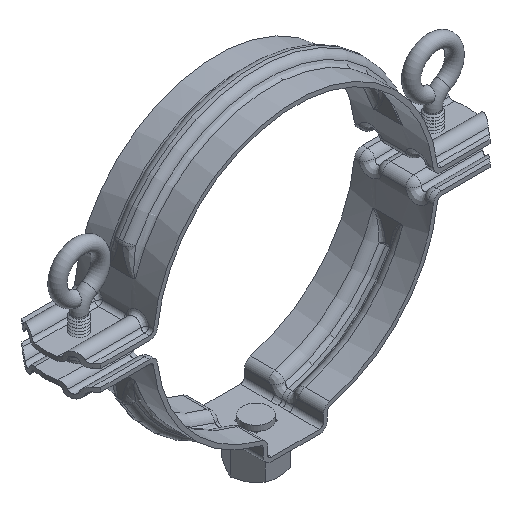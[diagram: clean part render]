
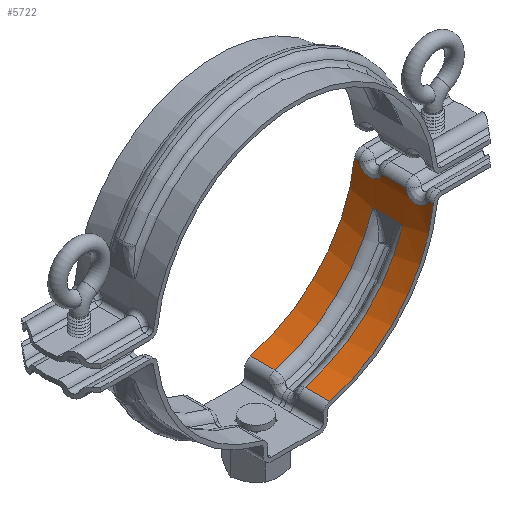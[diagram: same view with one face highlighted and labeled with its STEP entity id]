
A CAD part, isometric view. The second image highlights one B-rep face of the part: STEP entity #5722.
In plain terms, the highlighted cylindrical face has radius 510 mm (diameter 1020 mm), a partial arc.
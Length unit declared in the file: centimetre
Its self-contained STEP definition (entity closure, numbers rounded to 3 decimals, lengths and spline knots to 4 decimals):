
#136=B_SPLINE_CURVE_WITH_KNOTS('',3,(#10740,#10741,#10742,#10743,#10744,
#10745,#10746,#10747,#10748,#10749),.UNSPECIFIED.,.F.,.F.,(4,2,2,2,4),(0.,
0.0093,0.0527,0.0912,0.0916),
 .UNSPECIFIED.);
#138=B_SPLINE_CURVE_WITH_KNOTS('',3,(#10846,#10847,#10848,#10849,#10850,
#10851,#10852,#10853),.UNSPECIFIED.,.F.,.F.,(4,2,2,4),(-0.0004,
0.,0.0422,0.0915),.UNSPECIFIED.);
#140=B_SPLINE_CURVE_WITH_KNOTS('',3,(#10926,#10927,#10928,#10929,#10930,
#10931,#10932,#10933,#10934,#10935),.UNSPECIFIED.,.F.,.F.,(4,1,1,1,1,1,
1,4),(0.,0.1588,0.3176,0.4764,
0.6352,0.794,0.9528,1.1116),
 .UNSPECIFIED.);
#141=B_SPLINE_CURVE_WITH_KNOTS('',3,(#10939,#10940,#10941,#10942,#10943,
#10944,#10945,#10946,#10947,#10948),.UNSPECIFIED.,.F.,.F.,(4,1,1,1,1,1,
1,4),(0.,0.1588,0.3176,0.4764,0.6352,
0.794,0.9528,1.1116),.UNSPECIFIED.);
#387=CYLINDRICAL_SURFACE('',#7072,51.);
#781=FACE_OUTER_BOUND('',#1235,.T.);
#1235=EDGE_LOOP('',(#4163,#4164,#4165,#4166,#4167,#4168,#4169,#4170,#4171,
#4172,#4173,#4174,#4175,#4176));
#1676=CIRCLE('',#7057,51.);
#1691=CIRCLE('',#7073,51.);
#1692=CIRCLE('',#7074,51.);
#1693=CIRCLE('',#7075,51.);
#2126=VERTEX_POINT('',#10295);
#2128=VERTEX_POINT('',#10307);
#2144=VERTEX_POINT('',#10739);
#2147=VERTEX_POINT('',#10845);
#2149=VERTEX_POINT('',#10869);
#2150=VERTEX_POINT('',#10871);
#2174=VERTEX_POINT('',#10921);
#2175=VERTEX_POINT('',#10923);
#2176=VERTEX_POINT('',#10925);
#2177=VERTEX_POINT('',#10936);
#2178=VERTEX_POINT('',#10938);
#2179=VERTEX_POINT('',#10949);
#2180=VERTEX_POINT('',#10951);
#2181=VERTEX_POINT('',#10953);
#2820=EDGE_CURVE('',#2126,#2128,#6183,.T.);
#2844=EDGE_CURVE('',#2128,#2144,#136,.T.);
#2850=EDGE_CURVE('',#2147,#2126,#138,.T.);
#2854=EDGE_CURVE('',#2149,#2150,#1676,.T.);
#2879=EDGE_CURVE('',#2150,#2174,#6202,.T.);
#2880=EDGE_CURVE('',#2175,#2149,#6203,.T.);
#2881=EDGE_CURVE('',#2176,#2175,#140,.T.);
#2882=EDGE_CURVE('',#2177,#2176,#6204,.T.);
#2883=EDGE_CURVE('',#2178,#2177,#141,.T.);
#2884=EDGE_CURVE('',#2179,#2178,#6205,.T.);
#2885=EDGE_CURVE('',#2179,#2180,#1691,.T.);
#2886=EDGE_CURVE('',#2181,#2180,#6206,.T.);
#2887=EDGE_CURVE('',#2144,#2181,#1692,.T.);
#2888=EDGE_CURVE('',#2147,#2174,#1693,.T.);
#4163=ORIENTED_EDGE('',*,*,#2879,.F.);
#4164=ORIENTED_EDGE('',*,*,#2854,.F.);
#4165=ORIENTED_EDGE('',*,*,#2880,.F.);
#4166=ORIENTED_EDGE('',*,*,#2881,.F.);
#4167=ORIENTED_EDGE('',*,*,#2882,.F.);
#4168=ORIENTED_EDGE('',*,*,#2883,.F.);
#4169=ORIENTED_EDGE('',*,*,#2884,.F.);
#4170=ORIENTED_EDGE('',*,*,#2885,.T.);
#4171=ORIENTED_EDGE('',*,*,#2886,.F.);
#4172=ORIENTED_EDGE('',*,*,#2887,.F.);
#4173=ORIENTED_EDGE('',*,*,#2844,.F.);
#4174=ORIENTED_EDGE('',*,*,#2820,.F.);
#4175=ORIENTED_EDGE('',*,*,#2850,.F.);
#4176=ORIENTED_EDGE('',*,*,#2888,.T.);
#5722=ADVANCED_FACE('',(#781),#387,.F.);
#6183=LINE('',#10308,#6539);
#6202=LINE('',#10922,#6558);
#6203=LINE('',#10924,#6559);
#6204=LINE('',#10937,#6560);
#6205=LINE('',#10950,#6561);
#6206=LINE('',#10954,#6562);
#6539=VECTOR('',#8266,10.);
#6558=VECTOR('',#8365,10.);
#6559=VECTOR('',#8366,10.);
#6560=VECTOR('',#8367,10.);
#6561=VECTOR('',#8368,10.);
#6562=VECTOR('',#8371,10.);
#7057=AXIS2_PLACEMENT_3D('',#10872,#8323,#8324);
#7072=AXIS2_PLACEMENT_3D('',#10920,#8363,#8364);
#7073=AXIS2_PLACEMENT_3D('',#10952,#8369,#8370);
#7074=AXIS2_PLACEMENT_3D('',#10955,#8372,#8373);
#7075=AXIS2_PLACEMENT_3D('',#10956,#8374,#8375);
#8266=DIRECTION('',(0.,1.,0.));
#8323=DIRECTION('center_axis',(0.,1.,0.));
#8324=DIRECTION('ref_axis',(0.978,0.,-0.208));
#8363=DIRECTION('center_axis',(0.,1.,0.));
#8364=DIRECTION('ref_axis',(-1.,0.,0.));
#8365=DIRECTION('',(0.,1.,0.));
#8366=DIRECTION('',(0.,-1.,0.));
#8367=DIRECTION('',(0.,-1.,0.));
#8368=DIRECTION('',(0.,-1.,0.));
#8369=DIRECTION('center_axis',(0.,1.,0.));
#8370=DIRECTION('ref_axis',(0.978,0.,-0.208));
#8371=DIRECTION('',(0.,1.,0.));
#8372=DIRECTION('center_axis',(0.,1.,0.));
#8373=DIRECTION('ref_axis',(0.978,0.,-0.208));
#8374=DIRECTION('center_axis',(0.,1.,0.));
#8375=DIRECTION('ref_axis',(0.978,0.,-0.208));
#10295=CARTESIAN_POINT('',(48.5,-4.6529,-15.7718));
#10307=CARTESIAN_POINT('',(48.5,4.6529,-15.7718));
#10308=CARTESIAN_POINT('',(48.5,0.,-15.7718));
#10739=CARTESIAN_POINT('',(48.4242,5.5197,-16.0029));
#10740=CARTESIAN_POINT('Ctrl Pts',(48.5,4.6529,-15.7718));
#10741=CARTESIAN_POINT('Ctrl Pts',(48.5,4.684,-15.7718));
#10742=CARTESIAN_POINT('Ctrl Pts',(48.4998,4.7151,-15.7725));
#10743=CARTESIAN_POINT('Ctrl Pts',(48.4971,4.8906,-15.7806));
#10744=CARTESIAN_POINT('Ctrl Pts',(48.4898,5.0339,-15.8031));
#10745=CARTESIAN_POINT('Ctrl Pts',(48.4641,5.2937,-15.882));
#10746=CARTESIAN_POINT('Ctrl Pts',(48.4472,5.4091,-15.9335));
#10747=CARTESIAN_POINT('Ctrl Pts',(48.4247,5.5175,-16.0015));
#10748=CARTESIAN_POINT('Ctrl Pts',(48.4245,5.5186,-16.0022));
#10749=CARTESIAN_POINT('Ctrl Pts',(48.4242,5.5197,-16.0029));
#10845=CARTESIAN_POINT('',(48.4242,-5.5197,-16.0029));
#10846=CARTESIAN_POINT('Ctrl Pts',(48.4242,-5.5197,-16.0029));
#10847=CARTESIAN_POINT('Ctrl Pts',(48.4245,-5.5186,-16.0022));
#10848=CARTESIAN_POINT('Ctrl Pts',(48.4247,-5.5175,-16.0015));
#10849=CARTESIAN_POINT('Ctrl Pts',(48.4492,-5.399,-15.9272));
#10850=CARTESIAN_POINT('Ctrl Pts',(48.4671,-5.2721,-15.8725));
#10851=CARTESIAN_POINT('Ctrl Pts',(48.4937,-4.9805,-15.7912));
#10852=CARTESIAN_POINT('Ctrl Pts',(48.5,-4.8168,-15.7718));
#10853=CARTESIAN_POINT('Ctrl Pts',(48.5,-4.6529,-15.7718));
#10869=CARTESIAN_POINT('',(50.6842,-14.5,-5.6667));
#10871=CARTESIAN_POINT('',(12.5139,-14.5,-49.4409));
#10872=CARTESIAN_POINT('Origin',(0.,-14.5,0.));
#10920=CARTESIAN_POINT('Origin',(0.,0.,0.));
#10921=CARTESIAN_POINT('',(12.5139,-5.5197,-49.4409));
#10922=CARTESIAN_POINT('',(12.5139,0.,-49.4409));
#10923=CARTESIAN_POINT('',(50.6842,-12.7426,-5.6667));
#10924=CARTESIAN_POINT('',(50.6842,0.,-5.6667));
#10925=CARTESIAN_POINT('',(50.6842,-4.2574,-5.6667));
#10926=CARTESIAN_POINT('Ctrl Pts',(50.6842,-4.2574,-5.6667));
#10927=CARTESIAN_POINT('Ctrl Pts',(50.6318,-4.4328,-6.1354));
#10928=CARTESIAN_POINT('Ctrl Pts',(50.52,-4.9593,-7.0134));
#10929=CARTESIAN_POINT('Ctrl Pts',(50.3712,-6.1816,-7.9956));
#10930=CARTESIAN_POINT('Ctrl Pts',(50.2829,-7.6929,-8.5221));
#10931=CARTESIAN_POINT('Ctrl Pts',(50.2831,-9.3068,-8.5217));
#10932=CARTESIAN_POINT('Ctrl Pts',(50.3712,-10.8184,-7.9959));
#10933=CARTESIAN_POINT('Ctrl Pts',(50.52,-12.0406,-7.0134));
#10934=CARTESIAN_POINT('Ctrl Pts',(50.6318,-12.5672,-6.1354));
#10935=CARTESIAN_POINT('Ctrl Pts',(50.6842,-12.7426,-5.6667));
#10936=CARTESIAN_POINT('',(50.6842,4.2574,-5.6667));
#10937=CARTESIAN_POINT('',(50.6842,0.,-5.6667));
#10938=CARTESIAN_POINT('',(50.6842,12.7426,-5.6667));
#10939=CARTESIAN_POINT('Ctrl Pts',(50.6842,12.7426,-5.6667));
#10940=CARTESIAN_POINT('Ctrl Pts',(50.6318,12.5672,-6.1354));
#10941=CARTESIAN_POINT('Ctrl Pts',(50.52,12.0406,-7.0134));
#10942=CARTESIAN_POINT('Ctrl Pts',(50.3712,10.8184,-7.9958));
#10943=CARTESIAN_POINT('Ctrl Pts',(50.2831,9.3069,-8.5216));
#10944=CARTESIAN_POINT('Ctrl Pts',(50.283,7.693,-8.522));
#10945=CARTESIAN_POINT('Ctrl Pts',(50.3713,6.1818,-7.9954));
#10946=CARTESIAN_POINT('Ctrl Pts',(50.52,4.9592,-7.0135));
#10947=CARTESIAN_POINT('Ctrl Pts',(50.6318,4.4328,-6.1354));
#10948=CARTESIAN_POINT('Ctrl Pts',(50.6842,4.2574,-5.6667));
#10949=CARTESIAN_POINT('',(50.6842,14.5,-5.6667));
#10950=CARTESIAN_POINT('',(50.6842,0.,-5.6667));
#10951=CARTESIAN_POINT('',(12.5139,14.5,-49.4409));
#10952=CARTESIAN_POINT('Origin',(0.,14.5,0.));
#10953=CARTESIAN_POINT('',(12.5139,5.5197,-49.4409));
#10954=CARTESIAN_POINT('',(12.5139,0.,-49.4409));
#10955=CARTESIAN_POINT('Origin',(0.,5.5197,
0.));
#10956=CARTESIAN_POINT('Origin',(0.,-5.5197,
0.));
